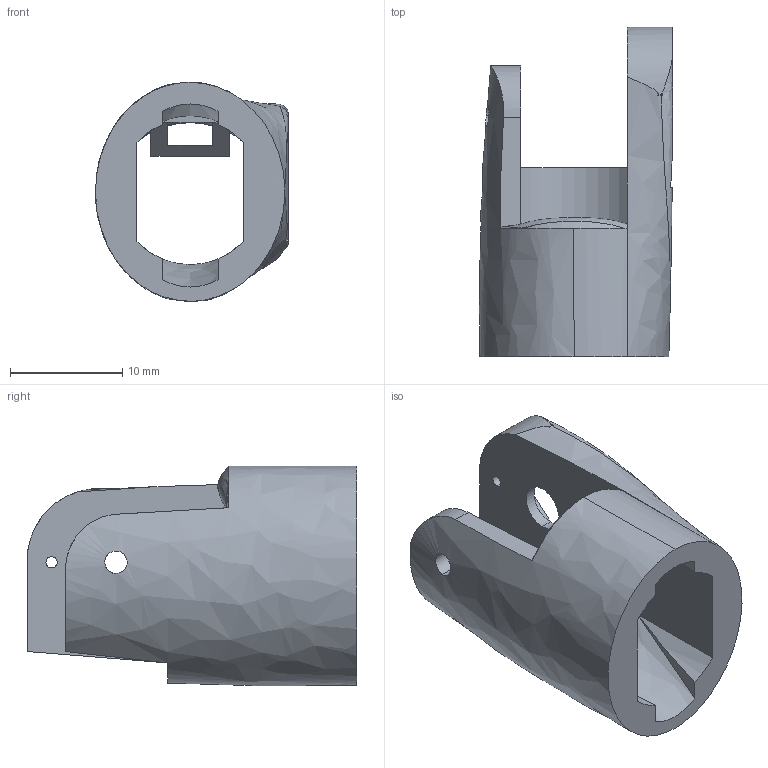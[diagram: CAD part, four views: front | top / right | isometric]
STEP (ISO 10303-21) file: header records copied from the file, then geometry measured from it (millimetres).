
FILE_DESCRIPTION (( 'STEP AP203' ), '1' );
FILE_NAME ('PP - D R.STEP', '2018-02-13T20:33:04', ( '' ), ( '' ), 'SwSTEP 2.0', 'SolidWorks 2016', '' );
FILE_SCHEMA (( 'CONFIG_CONTROL_DESIGN' ));
Length unit declared in the file: millimetre
Products named in the file (1): PP - D R
Bounding box: 17.24 x 29.43 x 19.61 mm (x, y, z)
Volume: 2895.9 mm3; surface area: 2726.7 mm2
Topology: 1 solids, 1 shells, 83 faces, 236 edges, 151 vertices
Faces by surface type: plane 38, bspline 23, cylinder 16, torus 6
Entity records: 4417 total; most frequent: CARTESIAN_POINT 2448, ORIENTED_EDGE 472, DIRECTION 279, EDGE_CURVE 236, VERTEX_POINT 151, B_SPLINE_CURVE_WITH_KNOTS 99, AXIS2_PLACEMENT_3D 94, VECTOR 91
